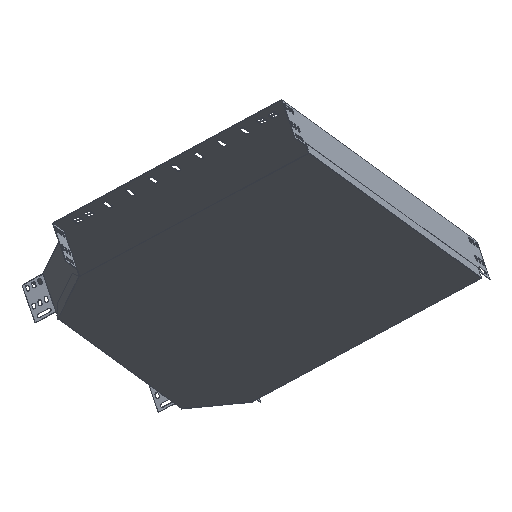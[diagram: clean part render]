
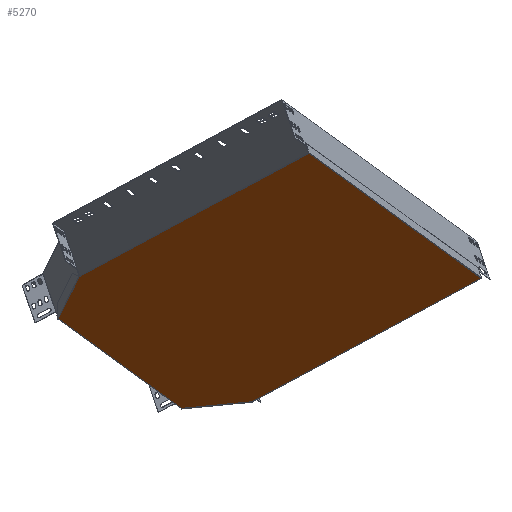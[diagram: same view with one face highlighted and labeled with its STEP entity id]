
A CAD part, front view. The second image highlights one B-rep face of the part: STEP entity #5270.
In plain terms, the highlighted planar face has unit normal (0.283, -0.485, -0.827).
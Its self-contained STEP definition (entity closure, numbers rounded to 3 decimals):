
#13 = CARTESIAN_POINT ( 'NONE',  ( -322.571, -4.993, -100.922 ) ) ;
#78 = DIRECTION ( 'NONE',  ( 0.455, 0.827, -0.33 ) ) ;
#94 = PLANE ( 'NONE',  #7536 ) ;
#365 = CARTESIAN_POINT ( 'NONE',  ( 36.522, 463.855, -253.263 ) ) ;
#469 = ORIENTED_EDGE ( 'NONE', *, *, #6938, .T. ) ;
#545 = VECTOR ( 'NONE', #5712, 1000. ) ;
#657 = LINE ( 'NONE', #7951, #545 ) ;
#660 = DIRECTION ( 'NONE',  ( 0.919, 0.385, 0.088 ) ) ;
#781 = VERTEX_POINT ( 'NONE', #10269 ) ;
#1117 = CARTESIAN_POINT ( 'NONE',  ( -418.572, 272.629, -296.658 ) ) ;
#1367 = LINE ( 'NONE', #12702, #1394 ) ;
#1394 = VECTOR ( 'NONE', #6060, 1000. ) ;
#2039 = CARTESIAN_POINT ( 'NONE',  ( -93.238, 408.945, -265.409 ) ) ;
#2170 = VERTEX_POINT ( 'NONE', #9894 ) ;
#2232 = LINE ( 'NONE', #13157, #2267 ) ;
#2267 = VECTOR ( 'NONE', #12041, 1000. ) ;
#2892 = EDGE_LOOP ( 'NONE', ( #8128, #8295, #10719, #11415, #11741, #12075, #12915, #13259, #14103, #469 ) ) ;
#3064 = VERTEX_POINT ( 'NONE', #6744 ) ;
#3323 = DIRECTION ( 'NONE',  ( -0.283, 0.485, 0.827 ) ) ;
#3708 = DIRECTION ( 'NONE',  ( 0.845, -0.283, 0.455 ) ) ;
#3907 = CARTESIAN_POINT ( 'NONE',  ( -282.548, -116.584, -21.755 ) ) ;
#4072 = EDGE_CURVE ( 'NONE', #781, #12323, #11111, .T. ) ;
#4370 = CARTESIAN_POINT ( 'NONE',  ( 141.611, -258.234, 206.397 ) ) ;
#5036 = CARTESIAN_POINT ( 'NONE',  ( -281.996, -116.353, -21.702 ) ) ;
#5168 = CARTESIAN_POINT ( 'NONE',  ( -322.26, -5.881, -100.295 ) ) ;
#5270 = ADVANCED_FACE ( 'NONE', ( #6679 ), #94, .F. ) ;
#5712 = DIRECTION ( 'NONE',  ( 0.919, 0.385, 0.088 ) ) ;
#6060 = DIRECTION ( 'NONE',  ( 0.919, 0.385, 0.088 ) ) ;
#6470 = EDGE_CURVE ( 'NONE', #13689, #11466, #2232, .T. ) ;
#6513 = DIRECTION ( 'NONE',  ( -0.845, 0.283, -0.455 ) ) ;
#6679 = FACE_OUTER_BOUND ( 'NONE', #2892, .T. ) ;
#6686 = EDGE_CURVE ( 'NONE', #13689, #781, #1367, .T. ) ;
#6744 = CARTESIAN_POINT ( 'NONE',  ( 460.294, 321.503, -24.831 ) ) ;
#6887 = VERTEX_POINT ( 'NONE', #10032 ) ;
#6895 = CARTESIAN_POINT ( 'NONE',  ( -93.624, 410.044, -266.186 ) ) ;
#6938 = EDGE_CURVE ( 'NONE', #12045, #2170, #657, .T. ) ;
#7091 = DIRECTION ( 'NONE',  ( 0.276, -0.785, 0.555 ) ) ;
#7536 = AXIS2_PLACEMENT_3D ( 'NONE', #1117, #3323, #11232 ) ;
#7951 = CARTESIAN_POINT ( 'NONE',  ( -321.525, -5.573, -100.224 ) ) ;
#8128 = ORIENTED_EDGE ( 'NONE', *, *, #9602, .T. ) ;
#8295 = ORIENTED_EDGE ( 'NONE', *, *, #6470, .F. ) ;
#8396 = EDGE_CURVE ( 'NONE', #12045, #6887, #13222, .T. ) ;
#8928 = DIRECTION ( 'NONE',  ( 0.276, -0.785, 0.555 ) ) ;
#8930 = CARTESIAN_POINT ( 'NONE',  ( -320.973, -5.342, -100.171 ) ) ;
#9005 = CARTESIAN_POINT ( 'NONE',  ( 141.097, -259.17, 206.77 ) ) ;
#9246 = VECTOR ( 'NONE', #78, 1000. ) ;
#9289 = LINE ( 'NONE', #9005, #9246 ) ;
#9332 = VERTEX_POINT ( 'NONE', #5036 ) ;
#9396 = CARTESIAN_POINT ( 'NONE',  ( 36.687, 463.384, -252.93 ) ) ;
#9494 = EDGE_CURVE ( 'NONE', #9609, #9332, #11123, .T. ) ;
#9602 = EDGE_CURVE ( 'NONE', #2170, #11466, #10823, .T. ) ;
#9609 = VERTEX_POINT ( 'NONE', #4370 ) ;
#9894 = CARTESIAN_POINT ( 'NONE',  ( -320.973, -5.342, -100.171 ) ) ;
#9901 = VECTOR ( 'NONE', #660, 1000. ) ;
#9917 = LINE ( 'NONE', #3907, #9901 ) ;
#9940 = EDGE_CURVE ( 'NONE', #12323, #3064, #10207, .T. ) ;
#10029 = DIRECTION ( 'NONE',  ( 0.455, 0.827, -0.33 ) ) ;
#10032 = CARTESIAN_POINT ( 'NONE',  ( -283.283, -116.892, -21.826 ) ) ;
#10055 = CARTESIAN_POINT ( 'NONE',  ( 36.687, 463.384, -252.93 ) ) ;
#10070 = EDGE_CURVE ( 'NONE', #6887, #9332, #9917, .T. ) ;
#10207 = LINE ( 'NONE', #9396, #10365 ) ;
#10269 = CARTESIAN_POINT ( 'NONE',  ( 36.301, 464.483, -253.707 ) ) ;
#10365 = VECTOR ( 'NONE', #3708, 1000. ) ;
#10371 = EDGE_CURVE ( 'NONE', #9609, #3064, #9289, .T. ) ;
#10719 = ORIENTED_EDGE ( 'NONE', *, *, #6686, .T. ) ;
#10796 = VECTOR ( 'NONE', #10029, 1000. ) ;
#10823 = LINE ( 'NONE', #8930, #10796 ) ;
#10938 = CARTESIAN_POINT ( 'NONE',  ( 140.935, -258.008, 206.033 ) ) ;
#11077 = VECTOR ( 'NONE', #6513, 1000. ) ;
#11111 = LINE ( 'NONE', #365, #11133 ) ;
#11123 = LINE ( 'NONE', #10938, #11077 ) ;
#11133 = VECTOR ( 'NONE', #7091, 1000. ) ;
#11232 = DIRECTION ( 'NONE',  ( -0.455, -0.827, 0.33 ) ) ;
#11415 = ORIENTED_EDGE ( 'NONE', *, *, #4072, .T. ) ;
#11466 = VERTEX_POINT ( 'NONE', #2039 ) ;
#11741 = ORIENTED_EDGE ( 'NONE', *, *, #9940, .T. ) ;
#12041 = DIRECTION ( 'NONE',  ( 0.276, -0.785, 0.555 ) ) ;
#12045 = VERTEX_POINT ( 'NONE', #5168 ) ;
#12075 = ORIENTED_EDGE ( 'NONE', *, *, #10371, .F. ) ;
#12323 = VERTEX_POINT ( 'NONE', #10055 ) ;
#12702 = CARTESIAN_POINT ( 'NONE',  ( -94.664, 409.609, -266.286 ) ) ;
#12915 = ORIENTED_EDGE ( 'NONE', *, *, #9494, .T. ) ;
#13157 = CARTESIAN_POINT ( 'NONE',  ( -93.404, 409.416, -265.742 ) ) ;
#13209 = VECTOR ( 'NONE', #8928, 1000. ) ;
#13222 = LINE ( 'NONE', #13, #13209 ) ;
#13259 = ORIENTED_EDGE ( 'NONE', *, *, #10070, .F. ) ;
#13689 = VERTEX_POINT ( 'NONE', #6895 ) ;
#14103 = ORIENTED_EDGE ( 'NONE', *, *, #8396, .F. ) ;
